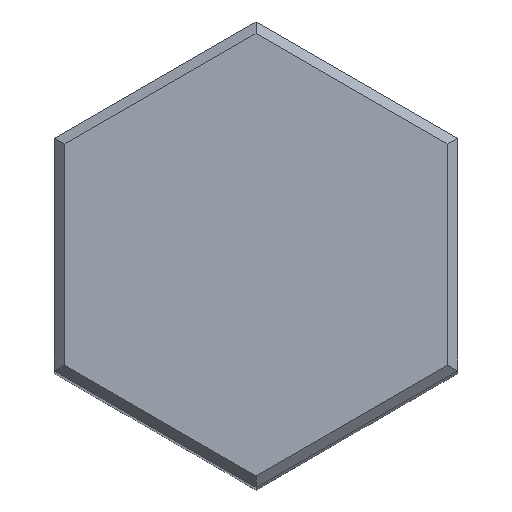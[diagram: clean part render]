
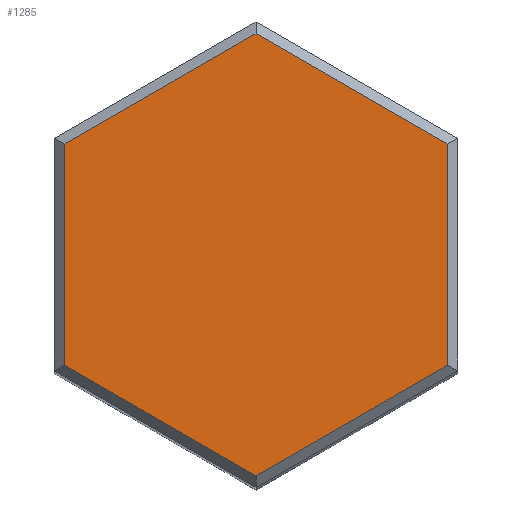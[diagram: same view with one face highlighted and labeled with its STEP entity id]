
A CAD part, top view. The second image highlights one B-rep face of the part: STEP entity #1285.
In plain terms, the highlighted planar face has unit normal (0, 0, 1).
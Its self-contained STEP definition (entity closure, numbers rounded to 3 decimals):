
#113 = CARTESIAN_POINT ( 'NONE',  ( 1.9, 1.155, 67.5 ) ) ;
#294 = ORIENTED_EDGE ( 'NONE', *, *, #3122, .T. ) ;
#363 = DIRECTION ( 'NONE',  ( 0., -1., 0. ) ) ;
#676 = EDGE_CURVE ( 'NONE', #9143, #8905, #5975, .T. ) ;
#696 = EDGE_CURVE ( 'NONE', #5830, #6779, #5632, .T. ) ;
#813 = EDGE_CURVE ( 'NONE', #6779, #4308, #5520, .T. ) ;
#913 = CARTESIAN_POINT ( 'NONE',  ( -1.95, 1.068, 67.5 ) ) ;
#1153 = CARTESIAN_POINT ( 'NONE',  ( -0.05, 2.223, 67.5 ) ) ;
#1285 = ADVANCED_FACE ( 'NONE', ( #7394 ), #5815, .T. ) ;
#1649 = DIRECTION ( 'NONE',  ( -0.866, -0.5, 0. ) ) ;
#1955 = AXIS2_PLACEMENT_3D ( 'NONE', #6532, #3589, #4976 ) ;
#1988 = CARTESIAN_POINT ( 'NONE',  ( 1.95, -1.068, 67.5 ) ) ;
#2272 = VECTOR ( 'NONE', #6780, 1000. ) ;
#2300 = DIRECTION ( 'NONE',  ( 0.866, 0.5, 0. ) ) ;
#2617 = CARTESIAN_POINT ( 'NONE',  ( -1.9, -1.097, 67.5 ) ) ;
#2821 = EDGE_CURVE ( 'NONE', #4190, #9143, #3534, .T. ) ;
#3122 = EDGE_CURVE ( 'NONE', #4308, #4190, #5620, .T. ) ;
#3208 = VECTOR ( 'NONE', #2300, 1000. ) ;
#3226 = ORIENTED_EDGE ( 'NONE', *, *, #5692, .T. ) ;
#3449 = CARTESIAN_POINT ( 'NONE',  ( 0.05, -2.223, 67.5 ) ) ;
#3534 = LINE ( 'NONE', #1988, #3208 ) ;
#3542 = VECTOR ( 'NONE', #7855, 1000. ) ;
#3589 = DIRECTION ( 'NONE',  ( 0., 0., 1. ) ) ;
#3644 = CARTESIAN_POINT ( 'NONE',  ( 1.9, -1.097, 67.5 ) ) ;
#3732 = ORIENTED_EDGE ( 'NONE', *, *, #696, .T. ) ;
#3871 = CARTESIAN_POINT ( 'NONE',  ( -1.9, 1.097, 67.5 ) ) ;
#4190 = VERTEX_POINT ( 'NONE', #6744 ) ;
#4308 = VERTEX_POINT ( 'NONE', #2617 ) ;
#4446 = ORIENTED_EDGE ( 'NONE', *, *, #676, .T. ) ;
#4850 = VECTOR ( 'NONE', #1649, 1000. ) ;
#4976 = DIRECTION ( 'NONE',  ( 1., 0., 0. ) ) ;
#5407 = VECTOR ( 'NONE', #363, 1000. ) ;
#5520 = LINE ( 'NONE', #8110, #5407 ) ;
#5620 = LINE ( 'NONE', #3449, #3542 ) ;
#5632 = LINE ( 'NONE', #913, #4850 ) ;
#5692 = EDGE_CURVE ( 'NONE', #8905, #5830, #7890, .T. ) ;
#5706 = EDGE_LOOP ( 'NONE', ( #6146, #294, #8407, #4446, #3226, #3732 ) ) ;
#5815 = PLANE ( 'NONE',  #1955 ) ;
#5830 = VERTEX_POINT ( 'NONE', #6415 ) ;
#5853 = VECTOR ( 'NONE', #6461, 1000. ) ;
#5975 = LINE ( 'NONE', #113, #5853 ) ;
#6146 = ORIENTED_EDGE ( 'NONE', *, *, #813, .T. ) ;
#6415 = CARTESIAN_POINT ( 'NONE',  ( 0., 2.194, 67.5 ) ) ;
#6461 = DIRECTION ( 'NONE',  ( 0., 1., 0. ) ) ;
#6532 = CARTESIAN_POINT ( 'NONE',  ( 0., 0., 67.5 ) ) ;
#6744 = CARTESIAN_POINT ( 'NONE',  ( 0., -2.194, 67.5 ) ) ;
#6779 = VERTEX_POINT ( 'NONE', #3871 ) ;
#6780 = DIRECTION ( 'NONE',  ( -0.866, 0.5, 0. ) ) ;
#6831 = CARTESIAN_POINT ( 'NONE',  ( 1.9, 1.097, 67.5 ) ) ;
#7394 = FACE_OUTER_BOUND ( 'NONE', #5706, .T. ) ;
#7855 = DIRECTION ( 'NONE',  ( 0.866, -0.5, 0. ) ) ;
#7890 = LINE ( 'NONE', #1153, #2272 ) ;
#8110 = CARTESIAN_POINT ( 'NONE',  ( -1.9, -1.155, 67.5 ) ) ;
#8407 = ORIENTED_EDGE ( 'NONE', *, *, #2821, .T. ) ;
#8905 = VERTEX_POINT ( 'NONE', #6831 ) ;
#9143 = VERTEX_POINT ( 'NONE', #3644 ) ;
